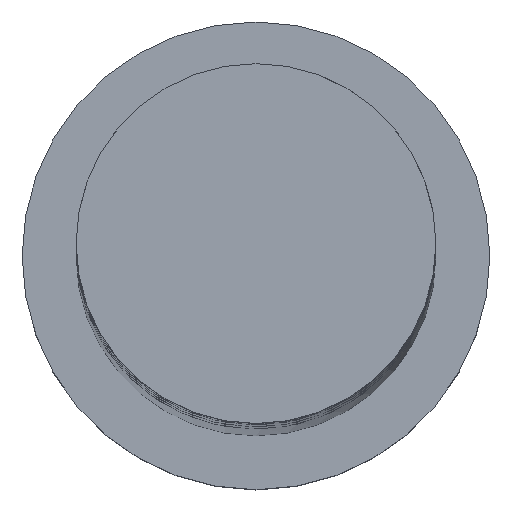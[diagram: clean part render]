
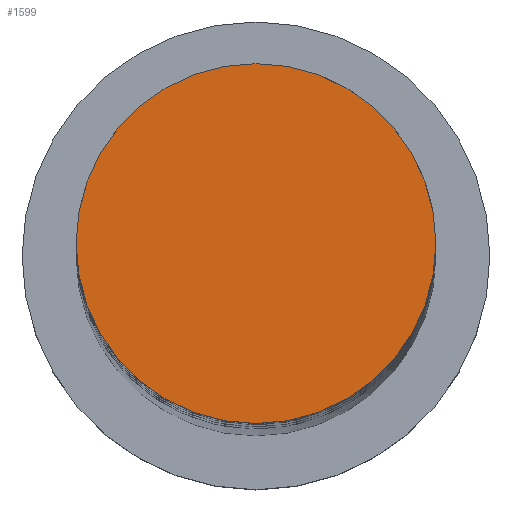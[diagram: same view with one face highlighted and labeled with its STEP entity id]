
A CAD part, top view. The second image highlights one B-rep face of the part: STEP entity #1599.
In plain terms, the highlighted planar face has unit normal (0, 0, 1).
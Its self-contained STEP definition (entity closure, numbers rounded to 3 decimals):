
#19 = EDGE_CURVE ( 'NONE', #1154, #1196, #1554, .T. ) ;
#73 = DIRECTION ( 'NONE',  ( 1., 0., 0. ) ) ;
#361 = FACE_OUTER_BOUND ( 'NONE', #1301, .T. ) ;
#431 = DIRECTION ( 'NONE',  ( 1., 0., 0. ) ) ;
#470 = AXIS2_PLACEMENT_3D ( 'NONE', #903, #1354, #431 ) ;
#610 = CIRCLE ( 'NONE', #1752, 10. ) ;
#826 = CARTESIAN_POINT ( 'NONE',  ( 0., 0., 400. ) ) ;
#903 = CARTESIAN_POINT ( 'NONE',  ( 0., 0., 400. ) ) ;
#1105 = AXIS2_PLACEMENT_3D ( 'NONE', #1192, #1628, #1608 ) ;
#1154 = VERTEX_POINT ( 'NONE', #1917 ) ;
#1192 = CARTESIAN_POINT ( 'NONE',  ( 0., 0., 400. ) ) ;
#1196 = VERTEX_POINT ( 'NONE', #1822 ) ;
#1301 = EDGE_LOOP ( 'NONE', ( #1918, #1797 ) ) ;
#1342 = PLANE ( 'NONE',  #1105 ) ;
#1354 = DIRECTION ( 'NONE',  ( 0., 0., 1. ) ) ;
#1554 = CIRCLE ( 'NONE', #470, 10. ) ;
#1599 = ADVANCED_FACE ( 'NONE', ( #361 ), #1342, .T. ) ;
#1605 = DIRECTION ( 'NONE',  ( 0., 0., 1. ) ) ;
#1608 = DIRECTION ( 'NONE',  ( 1., 0., 0. ) ) ;
#1628 = DIRECTION ( 'NONE',  ( 0., 0., 1. ) ) ;
#1752 = AXIS2_PLACEMENT_3D ( 'NONE', #826, #1605, #73 ) ;
#1797 = ORIENTED_EDGE ( 'NONE', *, *, #19, .T. ) ;
#1822 = CARTESIAN_POINT ( 'NONE',  ( -10., 0., 400. ) ) ;
#1917 = CARTESIAN_POINT ( 'NONE',  ( 10., 0., 400. ) ) ;
#1918 = ORIENTED_EDGE ( 'NONE', *, *, #1996, .T. ) ;
#1996 = EDGE_CURVE ( 'NONE', #1196, #1154, #610, .T. ) ;
